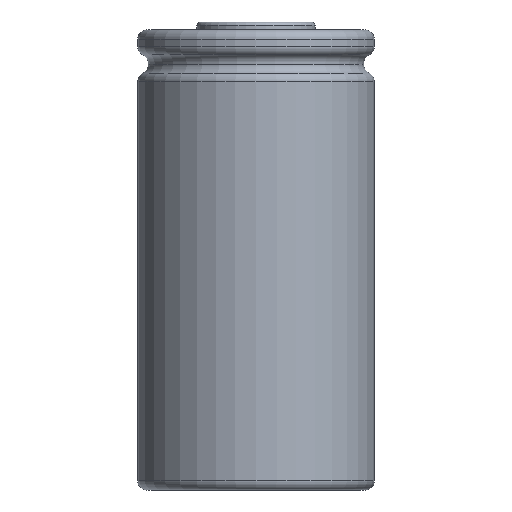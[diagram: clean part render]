
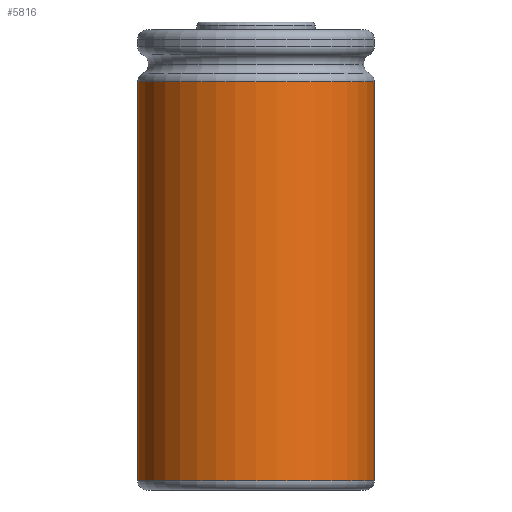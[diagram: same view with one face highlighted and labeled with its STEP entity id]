
A CAD part, front view. The second image highlights one B-rep face of the part: STEP entity #5816.
In plain terms, the highlighted cylindrical face has radius 9 mm (diameter 18 mm), a partial arc.
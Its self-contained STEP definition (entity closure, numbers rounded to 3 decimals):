
#840 = CIRCLE ( 'NONE', #7179, 9. ) ;
#933 = ORIENTED_EDGE ( 'NONE', *, *, #3399, .F. ) ;
#1431 = DIRECTION ( 'NONE',  ( 1., 0., 0. ) ) ;
#1480 = DIRECTION ( 'NONE',  ( 0., 0., 1. ) ) ;
#1719 = VERTEX_POINT ( 'NONE', #9281 ) ;
#2416 = EDGE_CURVE ( 'NONE', #5754, #9316, #3337, .T. ) ;
#2635 = DIRECTION ( 'NONE',  ( -1., 0., 0. ) ) ;
#3337 = CIRCLE ( 'NONE', #9620, 9. ) ;
#3399 = EDGE_CURVE ( 'NONE', #5754, #10414, #6810, .T. ) ;
#4673 = FACE_OUTER_BOUND ( 'NONE', #9770, .T. ) ;
#5445 = CARTESIAN_POINT ( 'NONE',  ( -9., 0., 0.7 ) ) ;
#5743 = CARTESIAN_POINT ( 'NONE',  ( 0., 0., 0.7 ) ) ;
#5754 = VERTEX_POINT ( 'NONE', #5445 ) ;
#5816 = ADVANCED_FACE ( 'NONE', ( #4673 ), #8083, .T. ) ;
#5963 = DIRECTION ( 'NONE',  ( 0., 0., 1. ) ) ;
#6062 = AXIS2_PLACEMENT_3D ( 'NONE', #10055, #10890, #10156 ) ;
#6654 = CARTESIAN_POINT ( 'NONE',  ( 9., 0., 35. ) ) ;
#6810 = LINE ( 'NONE', #10236, #7455 ) ;
#6992 = EDGE_CURVE ( 'NONE', #1719, #10414, #840, .T. ) ;
#7179 = AXIS2_PLACEMENT_3D ( 'NONE', #10297, #10357, #2635 ) ;
#7455 = VECTOR ( 'NONE', #5963, 1000. ) ;
#7476 = VECTOR ( 'NONE', #1480, 1000. ) ;
#7784 = EDGE_CURVE ( 'NONE', #9316, #1719, #10907, .T. ) ;
#8083 = CYLINDRICAL_SURFACE ( 'NONE', #6062, 9. ) ;
#8245 = CARTESIAN_POINT ( 'NONE',  ( 9., 0., 0.7 ) ) ;
#9175 = DIRECTION ( 'NONE',  ( 0., 0., 1. ) ) ;
#9281 = CARTESIAN_POINT ( 'NONE',  ( 9., 0., 31.073 ) ) ;
#9293 = ORIENTED_EDGE ( 'NONE', *, *, #7784, .T. ) ;
#9316 = VERTEX_POINT ( 'NONE', #8245 ) ;
#9366 = ORIENTED_EDGE ( 'NONE', *, *, #6992, .T. ) ;
#9620 = AXIS2_PLACEMENT_3D ( 'NONE', #5743, #9175, #1431 ) ;
#9770 = EDGE_LOOP ( 'NONE', ( #933, #10726, #9293, #9366 ) ) ;
#10055 = CARTESIAN_POINT ( 'NONE',  ( 0., 0., 35. ) ) ;
#10156 = DIRECTION ( 'NONE',  ( 1., 0., 0. ) ) ;
#10236 = CARTESIAN_POINT ( 'NONE',  ( -9., 0., 35. ) ) ;
#10297 = CARTESIAN_POINT ( 'NONE',  ( 0., 0., 31.073 ) ) ;
#10357 = DIRECTION ( 'NONE',  ( 0., 0., -1. ) ) ;
#10414 = VERTEX_POINT ( 'NONE', #10911 ) ;
#10726 = ORIENTED_EDGE ( 'NONE', *, *, #2416, .T. ) ;
#10890 = DIRECTION ( 'NONE',  ( 0., 0., 1. ) ) ;
#10907 = LINE ( 'NONE', #6654, #7476 ) ;
#10911 = CARTESIAN_POINT ( 'NONE',  ( -9., 0., 31.073 ) ) ;
